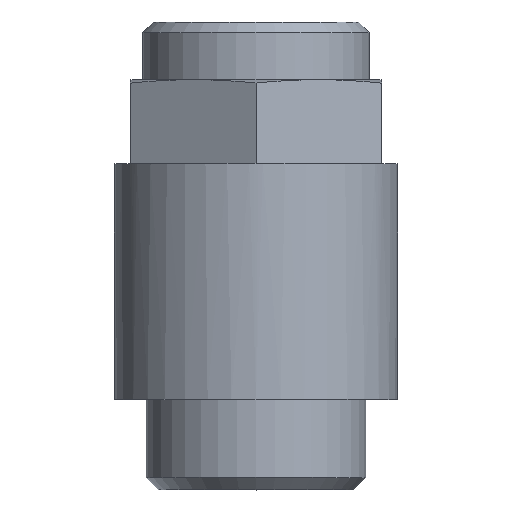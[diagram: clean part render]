
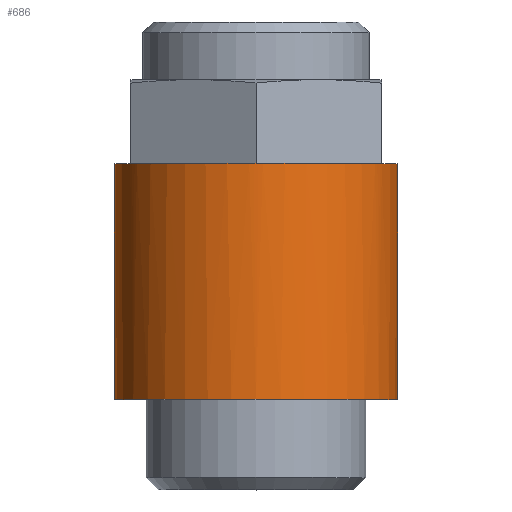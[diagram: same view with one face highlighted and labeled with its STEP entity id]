
A CAD part, top view. The second image highlights one B-rep face of the part: STEP entity #686.
In plain terms, the highlighted cylindrical face has radius 13.5 mm (diameter 27 mm), a full revolution.
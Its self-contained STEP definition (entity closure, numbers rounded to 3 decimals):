
#22=CYLINDRICAL_SURFACE('',#772,13.5);
#58=CIRCLE('',#752,13.5);
#59=CIRCLE('',#754,13.5);
#60=CIRCLE('',#756,13.5);
#61=CIRCLE('',#758,13.5);
#62=CIRCLE('',#760,13.5);
#63=CIRCLE('',#762,13.5);
#68=CIRCLE('',#771,13.5);
#69=CIRCLE('',#773,13.5);
#70=CIRCLE('',#774,13.5);
#71=CIRCLE('',#775,13.5);
#72=CIRCLE('',#776,13.5);
#73=CIRCLE('',#777,13.5);
#74=CIRCLE('',#778,13.5);
#180=ORIENTED_EDGE('',*,*,#327,.F.);
#181=ORIENTED_EDGE('',*,*,#328,.T.);
#182=ORIENTED_EDGE('',*,*,#318,.T.);
#183=ORIENTED_EDGE('',*,*,#329,.T.);
#184=ORIENTED_EDGE('',*,*,#317,.T.);
#185=ORIENTED_EDGE('',*,*,#330,.T.);
#186=ORIENTED_EDGE('',*,*,#322,.T.);
#187=ORIENTED_EDGE('',*,*,#331,.T.);
#188=ORIENTED_EDGE('',*,*,#321,.T.);
#189=ORIENTED_EDGE('',*,*,#332,.T.);
#190=ORIENTED_EDGE('',*,*,#320,.T.);
#191=ORIENTED_EDGE('',*,*,#333,.T.);
#192=ORIENTED_EDGE('',*,*,#319,.T.);
#317=EDGE_CURVE('',#394,#393,#58,.T.);
#318=EDGE_CURVE('',#391,#390,#59,.T.);
#319=EDGE_CURVE('',#388,#387,#60,.T.);
#320=EDGE_CURVE('',#385,#384,#61,.T.);
#321=EDGE_CURVE('',#381,#380,#62,.T.);
#322=EDGE_CURVE('',#396,#395,#63,.T.);
#327=EDGE_CURVE('',#401,#401,#68,.T.);
#328=EDGE_CURVE('',#387,#391,#69,.T.);
#329=EDGE_CURVE('',#390,#394,#70,.T.);
#330=EDGE_CURVE('',#393,#396,#71,.T.);
#331=EDGE_CURVE('',#395,#381,#72,.T.);
#332=EDGE_CURVE('',#380,#385,#73,.T.);
#333=EDGE_CURVE('',#384,#388,#74,.T.);
#380=VERTEX_POINT('',#1124);
#381=VERTEX_POINT('',#1126);
#384=VERTEX_POINT('',#1134);
#385=VERTEX_POINT('',#1136);
#387=VERTEX_POINT('',#1142);
#388=VERTEX_POINT('',#1144);
#390=VERTEX_POINT('',#1150);
#391=VERTEX_POINT('',#1152);
#393=VERTEX_POINT('',#1158);
#394=VERTEX_POINT('',#1160);
#395=VERTEX_POINT('',#1164);
#396=VERTEX_POINT('',#1166);
#401=VERTEX_POINT('',#1193);
#538=EDGE_LOOP('',(#180));
#539=EDGE_LOOP('',(#181,#182,#183,#184,#185,#186,#187,#188,#189,#190,#191,
#192));
#598=FACE_BOUND('',#538,.T.);
#599=FACE_BOUND('',#539,.T.);
#686=ADVANCED_FACE('',(#598,#599),#22,.T.);
#752=AXIS2_PLACEMENT_3D('',#1169,#899,#900);
#754=AXIS2_PLACEMENT_3D('',#1171,#903,#904);
#756=AXIS2_PLACEMENT_3D('',#1173,#907,#908);
#758=AXIS2_PLACEMENT_3D('',#1175,#911,#912);
#760=AXIS2_PLACEMENT_3D('',#1177,#915,#916);
#762=AXIS2_PLACEMENT_3D('',#1179,#919,#920);
#771=AXIS2_PLACEMENT_3D('',#1192,#937,#938);
#772=AXIS2_PLACEMENT_3D('',#1194,#939,#940);
#773=AXIS2_PLACEMENT_3D('',#1195,#941,#942);
#774=AXIS2_PLACEMENT_3D('',#1196,#943,#944);
#775=AXIS2_PLACEMENT_3D('',#1197,#945,#946);
#776=AXIS2_PLACEMENT_3D('',#1198,#947,#948);
#777=AXIS2_PLACEMENT_3D('',#1199,#949,#950);
#778=AXIS2_PLACEMENT_3D('',#1200,#951,#952);
#899=DIRECTION('',(0.,-1.,0.));
#900=DIRECTION('',(0.,0.,-1.));
#903=DIRECTION('',(0.,-1.,0.));
#904=DIRECTION('',(0.,0.,-1.));
#907=DIRECTION('',(0.,-1.,0.));
#908=DIRECTION('',(0.,0.,-1.));
#911=DIRECTION('',(0.,-1.,0.));
#912=DIRECTION('',(0.,0.,-1.));
#915=DIRECTION('',(0.,-1.,0.));
#916=DIRECTION('',(0.,0.,-1.));
#919=DIRECTION('',(0.,-1.,0.));
#920=DIRECTION('',(0.,0.,-1.));
#937=DIRECTION('',(0.,-1.,0.));
#938=DIRECTION('',(0.,0.,-1.));
#939=DIRECTION('',(0.,-1.,0.));
#940=DIRECTION('',(0.,0.,-1.));
#941=DIRECTION('',(0.,-1.,0.));
#942=DIRECTION('',(0.,0.,-1.));
#943=DIRECTION('',(0.,-1.,0.));
#944=DIRECTION('',(0.,0.,-1.));
#945=DIRECTION('',(0.,-1.,0.));
#946=DIRECTION('',(0.,0.,-1.));
#947=DIRECTION('',(0.,-1.,0.));
#948=DIRECTION('',(0.,0.,-1.));
#949=DIRECTION('',(0.,-1.,0.));
#950=DIRECTION('',(0.,0.,-1.));
#951=DIRECTION('',(0.,-1.,0.));
#952=DIRECTION('',(0.,0.,-1.));
#1124=CARTESIAN_POINT('',(-12.,22.5,-6.185));
#1126=CARTESIAN_POINT('',(-12.,22.5,6.185));
#1134=CARTESIAN_POINT('',(-0.644,22.5,-13.485));
#1136=CARTESIAN_POINT('',(-11.356,22.5,-7.3));
#1142=CARTESIAN_POINT('',(11.356,22.5,-7.3));
#1144=CARTESIAN_POINT('',(0.644,22.5,-13.485));
#1150=CARTESIAN_POINT('',(12.,22.5,6.185));
#1152=CARTESIAN_POINT('',(12.,22.5,-6.185));
#1158=CARTESIAN_POINT('',(0.644,22.5,13.485));
#1160=CARTESIAN_POINT('',(11.356,22.5,7.3));
#1164=CARTESIAN_POINT('',(-11.356,22.5,7.3));
#1166=CARTESIAN_POINT('',(-0.644,22.5,13.485));
#1169=CARTESIAN_POINT('',(0.,22.5,0.));
#1171=CARTESIAN_POINT('',(0.,22.5,0.));
#1173=CARTESIAN_POINT('',(0.,22.5,0.));
#1175=CARTESIAN_POINT('',(0.,22.5,0.));
#1177=CARTESIAN_POINT('',(0.,22.5,0.));
#1179=CARTESIAN_POINT('',(0.,22.5,0.));
#1192=CARTESIAN_POINT('',(0.,0.,0.));
#1193=CARTESIAN_POINT('',(0.,0.,-13.5));
#1194=CARTESIAN_POINT('',(0.,-8.6,0.));
#1195=CARTESIAN_POINT('',(0.,22.5,0.));
#1196=CARTESIAN_POINT('',(0.,22.5,0.));
#1197=CARTESIAN_POINT('',(0.,22.5,0.));
#1198=CARTESIAN_POINT('',(0.,22.5,0.));
#1199=CARTESIAN_POINT('',(0.,22.5,0.));
#1200=CARTESIAN_POINT('',(0.,22.5,0.));
